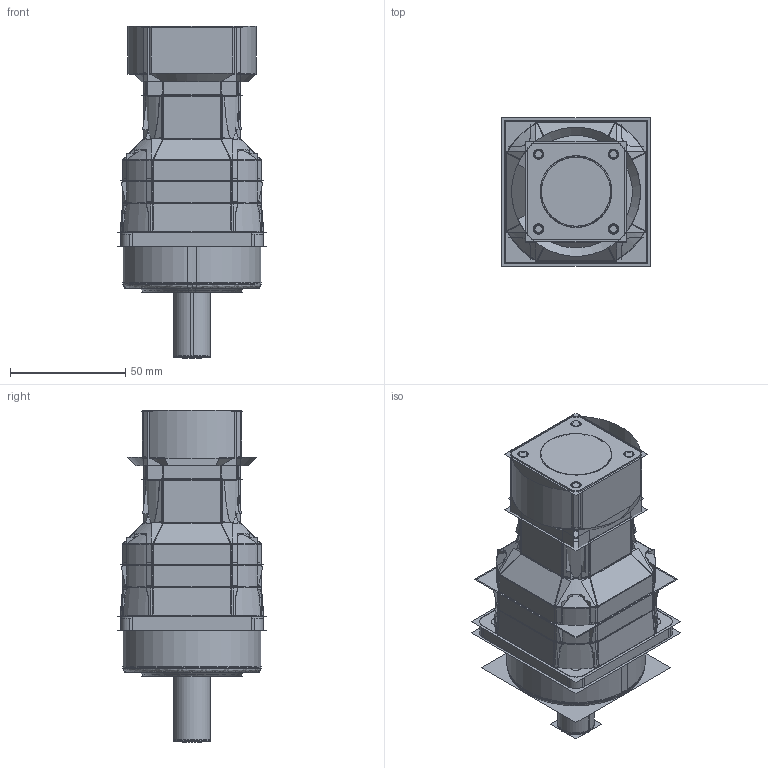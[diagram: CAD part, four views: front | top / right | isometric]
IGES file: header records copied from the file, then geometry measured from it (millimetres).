
Start section:  PTC IGES file: af0602-p4010102.igs
Global section: file name: af0602-p4010102.igs; native system: Pro/ENGINEER by Parametric Technology Corporation; preprocessor: 2006170; author: d00280; organization: Unknown; date: 20071228.172835; units: millimetre
Bounding box: 64.48 x 64.48 x 144.19 mm (x, y, z)
Surface area: 132435.1 mm2 (no closed solid volume)
Topology: 0 solids, 0 shells, 590 faces, 7879 edges, 10302 vertices
Faces by surface type: bspline 300, revolution 290
